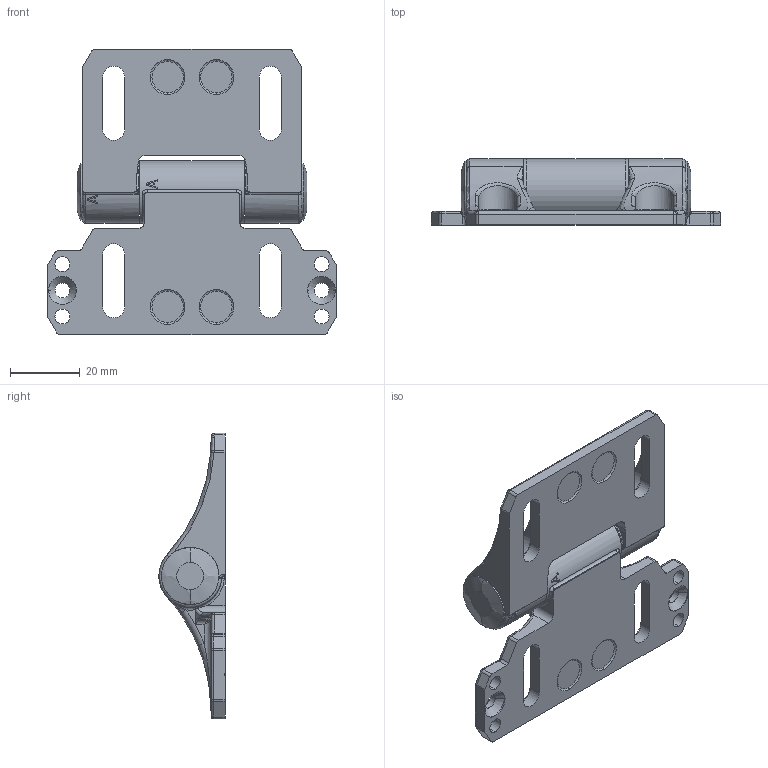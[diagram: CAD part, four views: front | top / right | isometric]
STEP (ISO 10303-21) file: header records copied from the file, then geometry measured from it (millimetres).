
FILE_DESCRIPTION((''),'2;1');
FILE_NAME('6019390038_SW0001','2006-05-08T',('FEK_AZ_Mechanik'),(''),'PRO/ENGINEER BY PARAMETRIC TECHNOLOGY CORPORATION, 2005070','PRO/ENGINEER BY PARAMETRIC TECHNOLOGY CORPORATION, 2005070','');
FILE_SCHEMA(('AUTOMOTIVE_DESIGN_CC2 { 1 2 10303 214 -1 1 5 2 }'));
Length unit declared in the file: millimetre
Products named in the file (1): 6019390038_SW0001
Bounding box: 83 x 19 x 82 mm (x, y, z)
Volume: 32376.9 mm3; surface area: 18764.9 mm2
Topology: 2 solids, 2 shells, 472 faces, 1180 edges, 714 vertices
Faces by surface type: cylinder 166, plane 162, torus 58, bspline 52, sphere 18, cone 16
Entity records: 24855 total; most frequent: CARTESIAN_POINT 5997, ORIENTED_EDGE 2360, DIRECTION 2294, PRESENTATION_STYLE_ASSIGNMENT 1654, STYLED_ITEM 1182, CURVE_STYLE 1180, EDGE_CURVE 1180, AXIS2_PLACEMENT_3D 899
